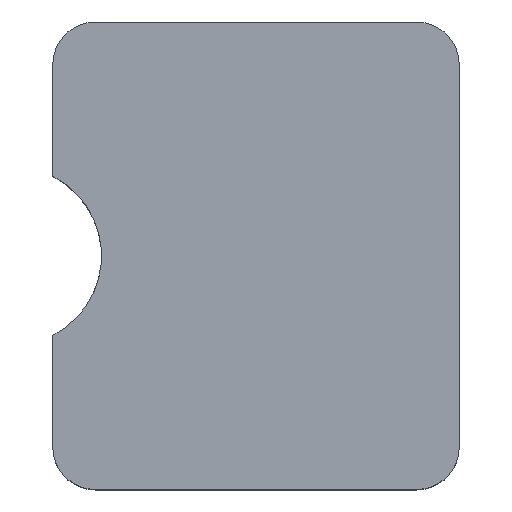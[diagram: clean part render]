
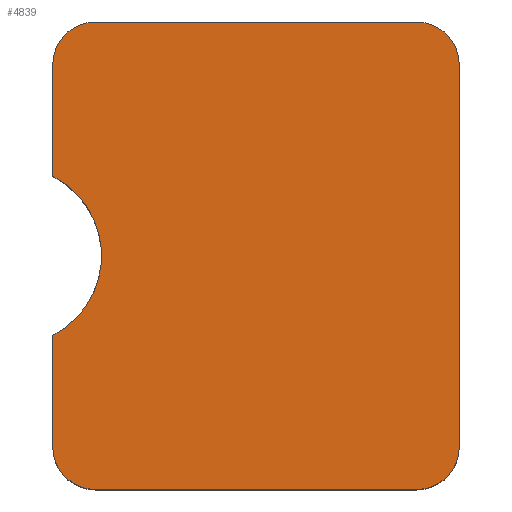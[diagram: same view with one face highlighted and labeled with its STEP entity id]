
A CAD part, top view. The second image highlights one B-rep face of the part: STEP entity #4839.
In plain terms, the highlighted planar face has unit normal (0, 0, 1).
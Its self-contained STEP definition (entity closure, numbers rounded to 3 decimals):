
#243=CARTESIAN_POINT('',(79.,-94.,94.));
#244=DIRECTION('',(0.,0.,1.));
#245=DIRECTION('',(0.,-1.,0.));
#246=AXIS2_PLACEMENT_3D('',#243,#244,#245);
#248=DIRECTION('',(1.,0.,0.));
#249=VECTOR('',#248,158.);
#250=CARTESIAN_POINT('',(-79.,-115.,94.));
#251=LINE('',#250,#249);
#252=CARTESIAN_POINT('',(-79.,-94.,94.));
#253=DIRECTION('',(0.,0.,1.));
#254=DIRECTION('',(-1.,0.,0.));
#255=AXIS2_PLACEMENT_3D('',#252,#253,#254);
#257=DIRECTION('',(0.,-1.,0.));
#258=VECTOR('',#257,54.808);
#259=CARTESIAN_POINT('',(-100.,-39.192,94.));
#260=LINE('',#259,#258);
#261=CARTESIAN_POINT('',(-120.,0.,94.));
#262=DIRECTION('',(0.,0.,-1.));
#263=DIRECTION('',(0.455,0.891,0.));
#264=AXIS2_PLACEMENT_3D('',#261,#262,#263);
#266=DIRECTION('',(0.,-1.,0.));
#267=VECTOR('',#266,54.808);
#268=CARTESIAN_POINT('',(-100.,94.,94.));
#269=LINE('',#268,#267);
#270=CARTESIAN_POINT('',(-79.,94.,94.));
#271=DIRECTION('',(0.,0.,1.));
#272=DIRECTION('',(0.,1.,0.));
#273=AXIS2_PLACEMENT_3D('',#270,#271,#272);
#275=DIRECTION('',(-1.,0.,0.));
#276=VECTOR('',#275,158.);
#277=CARTESIAN_POINT('',(79.,115.,94.));
#278=LINE('',#277,#276);
#279=CARTESIAN_POINT('',(79.,94.,94.));
#280=DIRECTION('',(0.,0.,1.));
#281=DIRECTION('',(1.,0.,0.));
#282=AXIS2_PLACEMENT_3D('',#279,#280,#281);
#284=DIRECTION('',(0.,1.,0.));
#285=VECTOR('',#284,188.);
#286=CARTESIAN_POINT('',(100.,-94.,94.));
#287=LINE('',#286,#285);
#4085=CARTESIAN_POINT('',(-100.,39.192,94.));
#4086=CARTESIAN_POINT('',(-100.,-39.192,94.));
#4087=VERTEX_POINT('',#4085);
#4088=VERTEX_POINT('',#4086);
#4205=CARTESIAN_POINT('',(79.,-115.,94.));
#4206=VERTEX_POINT('',#4205);
#4207=CARTESIAN_POINT('',(100.,-94.,94.));
#4208=VERTEX_POINT('',#4207);
#4213=CARTESIAN_POINT('',(100.,94.,94.));
#4214=VERTEX_POINT('',#4213);
#4215=CARTESIAN_POINT('',(79.,115.,94.));
#4216=VERTEX_POINT('',#4215);
#4221=CARTESIAN_POINT('',(-79.,115.,94.));
#4222=VERTEX_POINT('',#4221);
#4223=CARTESIAN_POINT('',(-100.,94.,94.));
#4224=VERTEX_POINT('',#4223);
#4229=CARTESIAN_POINT('',(-100.,-94.,94.));
#4230=VERTEX_POINT('',#4229);
#4231=CARTESIAN_POINT('',(-79.,-115.,94.));
#4232=VERTEX_POINT('',#4231);
#4817=CARTESIAN_POINT('',(13.242,-115.,94.));
#4818=DIRECTION('',(0.,0.,-1.));
#4819=DIRECTION('',(1.,0.,0.));
#4820=AXIS2_PLACEMENT_3D('',#4817,#4818,#4819);
#4821=PLANE('',#4820);
#4822=ORIENTED_EDGE('',*,*,#4645,.F.);
#4823=ORIENTED_EDGE('',*,*,#4685,.F.);
#4825=ORIENTED_EDGE('',*,*,#4824,.F.);
#4827=ORIENTED_EDGE('',*,*,#4826,.F.);
#4829=ORIENTED_EDGE('',*,*,#4828,.F.);
#4831=ORIENTED_EDGE('',*,*,#4830,.F.);
#4833=ORIENTED_EDGE('',*,*,#4832,.F.);
#4834=ORIENTED_EDGE('',*,*,#4551,.F.);
#4835=ORIENTED_EDGE('',*,*,#4593,.F.);
#4836=ORIENTED_EDGE('',*,*,#4797,.F.);
#4837=EDGE_LOOP('',(#4822,#4823,#4825,#4827,#4829,#4831,#4833,#4834,#4835,
#4836));
#4838=FACE_OUTER_BOUND('',#4837,.F.);
#4839=ADVANCED_FACE('',(#4838),#4821,.F.);
#247=CIRCLE('',#246,21.);
#256=CIRCLE('',#255,21.);
#265=CIRCLE('',#264,44.);
#274=CIRCLE('',#273,21.);
#283=CIRCLE('',#282,21.);
#4551=EDGE_CURVE('',#4216,#4222,#278,.T.);
#4593=EDGE_CURVE('',#4214,#4216,#283,.T.);
#4645=EDGE_CURVE('',#4206,#4208,#247,.T.);
#4685=EDGE_CURVE('',#4232,#4206,#251,.T.);
#4797=EDGE_CURVE('',#4208,#4214,#287,.T.);
#4824=EDGE_CURVE('',#4230,#4232,#256,.T.);
#4826=EDGE_CURVE('',#4088,#4230,#260,.T.);
#4828=EDGE_CURVE('',#4087,#4088,#265,.T.);
#4830=EDGE_CURVE('',#4224,#4087,#269,.T.);
#4832=EDGE_CURVE('',#4222,#4224,#274,.T.);
